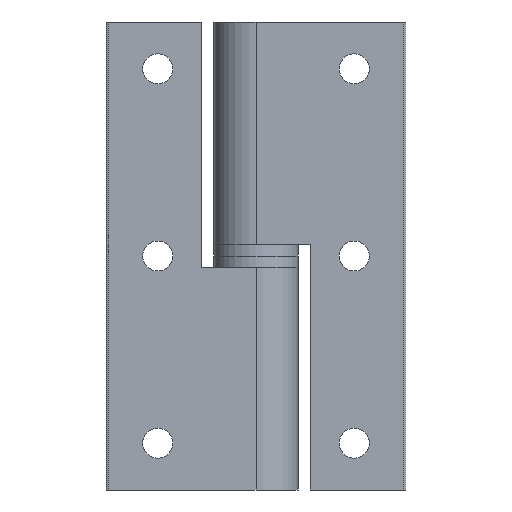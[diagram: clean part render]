
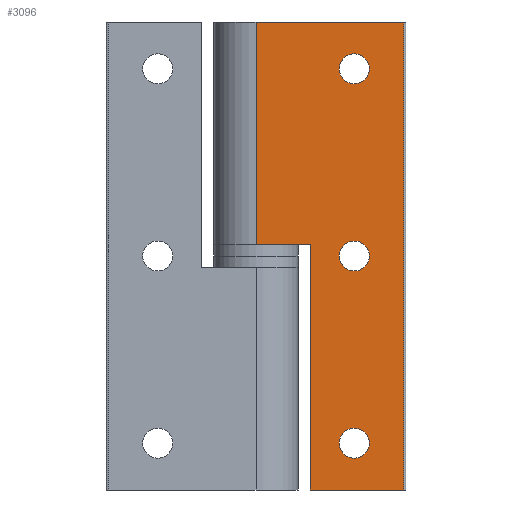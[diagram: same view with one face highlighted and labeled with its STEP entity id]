
A CAD part, front view. The second image highlights one B-rep face of the part: STEP entity #3096.
In plain terms, the highlighted planar face has unit normal (0, -1, 0).
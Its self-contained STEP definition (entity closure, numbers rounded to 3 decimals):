
#133 = DIRECTION ( 'NONE',  ( 0., 0., 1. ) ) ;
#170 = AXIS2_PLACEMENT_3D ( 'NONE', #4369, #4370, #4371 ) ;
#297 = AXIS2_PLACEMENT_3D ( 'NONE', #4525, #4526, #4527 ) ;
#521 = ORIENTED_EDGE ( 'NONE', *, *, #3423, .T. ) ;
#522 = ORIENTED_EDGE ( 'NONE', *, *, #3422, .T. ) ;
#523 = ORIENTED_EDGE ( 'NONE', *, *, #3424, .T. ) ;
#524 = ORIENTED_EDGE ( 'NONE', *, *, #3149, .T. ) ;
#525 = ORIENTED_EDGE ( 'NONE', *, *, #3426, .T. ) ;
#526 = ORIENTED_EDGE ( 'NONE', *, *, #3346, .T. ) ;
#527 = ORIENTED_EDGE ( 'NONE', *, *, #3353, .T. ) ;
#528 = ORIENTED_EDGE ( 'NONE', *, *, #3418, .T. ) ;
#529 = ORIENTED_EDGE ( 'NONE', *, *, #3425, .T. ) ;
#530 = ORIENTED_EDGE ( 'NONE', *, *, #3427, .F. ) ;
#532 = ORIENTED_EDGE ( 'NONE', *, *, #3388, .F. ) ;
#533 = ORIENTED_EDGE ( 'NONE', *, *, #3365, .T. ) ;
#840 = VERTEX_POINT ( 'NONE', #4096 ) ;
#841 = VERTEX_POINT ( 'NONE', #4097 ) ;
#846 = VERTEX_POINT ( 'NONE', #4102 ) ;
#847 = VERTEX_POINT ( 'NONE', #4103 ) ;
#852 = VERTEX_POINT ( 'NONE', #4108 ) ;
#853 = VERTEX_POINT ( 'NONE', #4109 ) ;
#862 = VERTEX_POINT ( 'NONE', #4118 ) ;
#863 = VERTEX_POINT ( 'NONE', #4119 ) ;
#885 = VERTEX_POINT ( 'NONE', #4141 ) ;
#905 = VERTEX_POINT ( 'NONE', #4161 ) ;
#910 = VERTEX_POINT ( 'NONE', #4166 ) ;
#912 = VERTEX_POINT ( 'NONE', #4168 ) ;
#1098 = FACE_BOUND ( 'NONE', #3768, .T. ) ;
#1099 = FACE_BOUND ( 'NONE', #3784, .T. ) ;
#1100 = FACE_BOUND ( 'NONE', #3773, .T. ) ;
#1101 = FACE_OUTER_BOUND ( 'NONE', #3786, .T. ) ;
#1320 = LINE ( 'NONE', #2007, #1672 ) ;
#1331 = LINE ( 'NONE', #2065, #1708 ) ;
#1349 = LINE ( 'NONE', #2137, #1750 ) ;
#1351 = LINE ( 'NONE', #2156, #1762 ) ;
#1352 = LINE ( 'NONE', #2158, #1763 ) ;
#1353 = LINE ( 'NONE', #2160, #1764 ) ;
#1641 = CIRCLE ( 'NONE', #1643, 1.6 ) ;
#1643 = AXIS2_PLACEMENT_3D ( 'NONE', #1905, #1910, #1913 ) ;
#1651 = CIRCLE ( 'NONE', #1653, 1.6 ) ;
#1653 = AXIS2_PLACEMENT_3D ( 'NONE', #5153, #5154, #133 ) ;
#1672 = VECTOR ( 'NONE', #2008, 1000. ) ;
#1708 = VECTOR ( 'NONE', #2066, 1000. ) ;
#1745 = CIRCLE ( 'NONE', #1757, 1.6 ) ;
#1749 = CIRCLE ( 'NONE', #1759, 1.6 ) ;
#1750 = VECTOR ( 'NONE', #2138, 1000. ) ;
#1754 = CIRCLE ( 'NONE', #1761, 1.6 ) ;
#1757 = AXIS2_PLACEMENT_3D ( 'NONE', #2147, #2148, #2149 ) ;
#1759 = AXIS2_PLACEMENT_3D ( 'NONE', #2150, #2151, #2152 ) ;
#1761 = AXIS2_PLACEMENT_3D ( 'NONE', #2153, #2154, #2155 ) ;
#1762 = VECTOR ( 'NONE', #2157, 1000. ) ;
#1763 = VECTOR ( 'NONE', #2159, 1000. ) ;
#1764 = VECTOR ( 'NONE', #2161, 1000. ) ;
#1905 = CARTESIAN_POINT ( 'NONE',  ( 10.5, -4.5, 0. ) ) ;
#1910 = DIRECTION ( 'NONE',  ( 0., 1., 0. ) ) ;
#1913 = DIRECTION ( 'NONE',  ( 0., 0., 1. ) ) ;
#2007 = CARTESIAN_POINT ( 'NONE',  ( 0., -4.5, 25. ) ) ;
#2008 = DIRECTION ( 'NONE',  ( 0., 0., -1. ) ) ;
#2065 = CARTESIAN_POINT ( 'NONE',  ( 0., -4.5, 25. ) ) ;
#2066 = DIRECTION ( 'NONE',  ( 1., 0., 0. ) ) ;
#2137 = CARTESIAN_POINT ( 'NONE',  ( 0., -4.5, -25. ) ) ;
#2138 = DIRECTION ( 'NONE',  ( 1., 0., 0. ) ) ;
#2147 = CARTESIAN_POINT ( 'NONE',  ( 10.5, -4.5, -20. ) ) ;
#2148 = DIRECTION ( 'NONE',  ( 0., 1., 0. ) ) ;
#2149 = DIRECTION ( 'NONE',  ( 0., 0., 1. ) ) ;
#2150 = CARTESIAN_POINT ( 'NONE',  ( 10.5, -4.5, 0. ) ) ;
#2151 = DIRECTION ( 'NONE',  ( 0., 1., 0. ) ) ;
#2152 = DIRECTION ( 'NONE',  ( 0., 0., 1. ) ) ;
#2153 = CARTESIAN_POINT ( 'NONE',  ( 10.5, -4.5, 20. ) ) ;
#2154 = DIRECTION ( 'NONE',  ( 0., 1., 0. ) ) ;
#2155 = DIRECTION ( 'NONE',  ( 0., 0., 1. ) ) ;
#2156 = CARTESIAN_POINT ( 'NONE',  ( 5.8, -4.5, 25. ) ) ;
#2157 = DIRECTION ( 'NONE',  ( 0., 0., -1. ) ) ;
#2158 = CARTESIAN_POINT ( 'NONE',  ( 0., -4.5, 1.2 ) ) ;
#2159 = DIRECTION ( 'NONE',  ( 1., 0., 0. ) ) ;
#2160 = CARTESIAN_POINT ( 'NONE',  ( 15.8, -4.5, 25. ) ) ;
#2161 = DIRECTION ( 'NONE',  ( 0., 0., -1. ) ) ;
#3096 = ADVANCED_FACE ( 'NONE', ( #1098, #1099, #1100, #1101 ), #4368, .F. ) ;
#3149 = EDGE_CURVE ( 'NONE', #841, #840, #4026, .T. ) ;
#3346 = EDGE_CURVE ( 'NONE', #846, #847, #1641, .T. ) ;
#3353 = EDGE_CURVE ( 'NONE', #852, #853, #1651, .T. ) ;
#3365 = EDGE_CURVE ( 'NONE', #862, #863, #1320, .T. ) ;
#3388 = EDGE_CURVE ( 'NONE', #862, #885, #1331, .T. ) ;
#3418 = EDGE_CURVE ( 'NONE', #905, #910, #1349, .T. ) ;
#3422 = EDGE_CURVE ( 'NONE', #840, #841, #1745, .T. ) ;
#3423 = EDGE_CURVE ( 'NONE', #847, #846, #1749, .T. ) ;
#3424 = EDGE_CURVE ( 'NONE', #853, #852, #1754, .T. ) ;
#3425 = EDGE_CURVE ( 'NONE', #912, #905, #1351, .T. ) ;
#3426 = EDGE_CURVE ( 'NONE', #863, #912, #1352, .T. ) ;
#3427 = EDGE_CURVE ( 'NONE', #885, #910, #1353, .T. ) ;
#3768 = EDGE_LOOP ( 'NONE', ( #522, #524 ) ) ;
#3773 = EDGE_LOOP ( 'NONE', ( #523, #527 ) ) ;
#3784 = EDGE_LOOP ( 'NONE', ( #521, #526 ) ) ;
#3786 = EDGE_LOOP ( 'NONE', ( #525, #529, #528, #530, #532, #533 ) ) ;
#4026 = CIRCLE ( 'NONE', #297, 1.6 ) ;
#4096 = CARTESIAN_POINT ( 'NONE',  ( 10.5, -4.5, -18.4 ) ) ;
#4097 = CARTESIAN_POINT ( 'NONE',  ( 10.5, -4.5, -21.6 ) ) ;
#4102 = CARTESIAN_POINT ( 'NONE',  ( 10.5, -4.5, -1.6 ) ) ;
#4103 = CARTESIAN_POINT ( 'NONE',  ( 10.5, -4.5, 1.6 ) ) ;
#4108 = CARTESIAN_POINT ( 'NONE',  ( 10.5, -4.5, 18.4 ) ) ;
#4109 = CARTESIAN_POINT ( 'NONE',  ( 10.5, -4.5, 21.6 ) ) ;
#4118 = CARTESIAN_POINT ( 'NONE',  ( 0., -4.5, 25. ) ) ;
#4119 = CARTESIAN_POINT ( 'NONE',  ( 0., -4.5, 1.2 ) ) ;
#4141 = CARTESIAN_POINT ( 'NONE',  ( 15.8, -4.5, 25. ) ) ;
#4161 = CARTESIAN_POINT ( 'NONE',  ( 5.8, -4.5, -25. ) ) ;
#4166 = CARTESIAN_POINT ( 'NONE',  ( 15.8, -4.5, -25. ) ) ;
#4168 = CARTESIAN_POINT ( 'NONE',  ( 5.8, -4.5, 1.2 ) ) ;
#4368 = PLANE ( 'NONE',  #170 ) ;
#4369 = CARTESIAN_POINT ( 'NONE',  ( 0., -4.5, 25. ) ) ;
#4370 = DIRECTION ( 'NONE',  ( 0., 1., 0. ) ) ;
#4371 = DIRECTION ( 'NONE',  ( 0., 0., 1. ) ) ;
#4525 = CARTESIAN_POINT ( 'NONE',  ( 10.5, -4.5, -20. ) ) ;
#4526 = DIRECTION ( 'NONE',  ( 0., 1., 0. ) ) ;
#4527 = DIRECTION ( 'NONE',  ( 0., 0., 1. ) ) ;
#5153 = CARTESIAN_POINT ( 'NONE',  ( 10.5, -4.5, 20. ) ) ;
#5154 = DIRECTION ( 'NONE',  ( 0., 1., 0. ) ) ;
